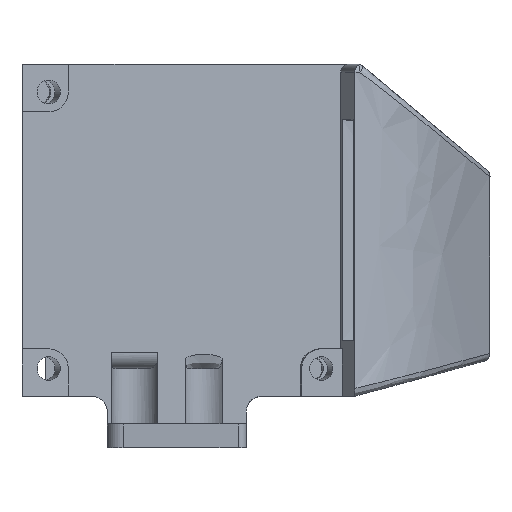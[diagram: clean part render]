
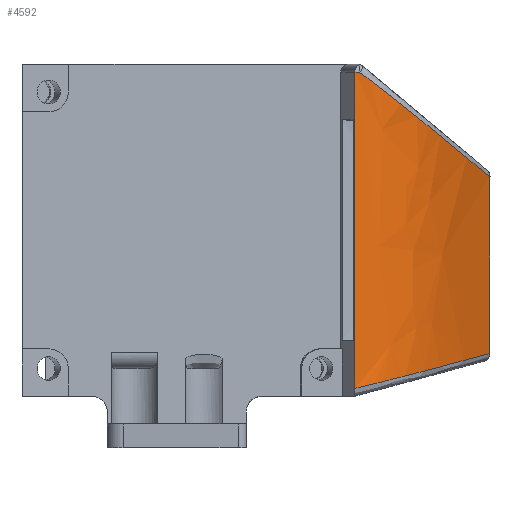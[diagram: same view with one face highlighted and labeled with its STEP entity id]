
A CAD part, left-side view. The second image highlights one B-rep face of the part: STEP entity #4592.
In plain terms, the highlighted free-form (B-spline) face has degree [3, 1] with [10, 2] control points.
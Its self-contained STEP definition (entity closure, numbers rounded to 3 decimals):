
#52=B_SPLINE_CURVE_WITH_KNOTS('',3,(#7486,#7487,#7488,#7489,#7490),
 .UNSPECIFIED.,.F.,.F.,(4,1,4),(-2.791,-2.095,-1.399),
 .UNSPECIFIED.);
#53=B_SPLINE_CURVE_WITH_KNOTS('',3,(#7492,#7493,#7494,#7495,#7496,#7497,
#7498),.UNSPECIFIED.,.F.,.F.,(4,2,1,4),(-1.399,-1.398,
-0.875,-0.353),.UNSPECIFIED.);
#54=B_SPLINE_CURVE_WITH_KNOTS('',3,(#7500,#7501,#7502,#7503,#7504,#7505,
#7506,#7507,#7508,#7509,#7510),.UNSPECIFIED.,.F.,.F.,(4,2,1,1,1,1,1,4),
(-0.353,-0.352,-0.26,-0.167,
-0.074,-0.028,-0.005,0.),
 .UNSPECIFIED.);
#56=B_SPLINE_CURVE_WITH_KNOTS('',3,(#7550,#7551,#7552,#7553),
 .UNSPECIFIED.,.F.,.F.,(4,4),(-2.854,-2.797),
 .UNSPECIFIED.);
#58=B_SPLINE_CURVE_WITH_KNOTS('',3,(#7603,#7604,#7605,#7606,#7607,#7608),
 .UNSPECIFIED.,.F.,.F.,(4,2,4),(-3.123,-2.765,-2.765),
 .UNSPECIFIED.);
#59=B_SPLINE_CURVE_WITH_KNOTS('',3,(#7610,#7611,#7612,#7613),
 .UNSPECIFIED.,.F.,.F.,(4,4),(-2.765,-1.58),
 .UNSPECIFIED.);
#60=B_SPLINE_CURVE_WITH_KNOTS('',3,(#7614,#7615,#7616,#7617,#7618,#7619),
 .UNSPECIFIED.,.F.,.F.,(4,2,4),(-1.58,-1.58,-0.105),
 .UNSPECIFIED.);
#61=B_SPLINE_CURVE_WITH_KNOTS('',3,(#7640,#7641,#7642,#7643),
 .UNSPECIFIED.,.F.,.F.,(4,4),(-2.779,-0.542),
 .UNSPECIFIED.);
#65=B_SPLINE_CURVE_WITH_KNOTS('',3,(#7699,#7700,#7701,#7702,#7703,#7704),
 .UNSPECIFIED.,.F.,.F.,(4,2,4),(-4.101,-2.1,-0.1),
 .UNSPECIFIED.);
#163=B_SPLINE_SURFACE_WITH_KNOTS('',3,1,((#7679,#7680),(#7681,#7682),(#7683,
#7684),(#7685,#7686),(#7687,#7688),(#7689,#7690),(#7691,#7692),(#7693,#7694),
(#7695,#7696),(#7697,#7698)),.UNSPECIFIED.,.F.,.F.,.F.,(4,3,3,4),(2,2),
(0.,0.5,0.858,1.),(-0.1,4.1),.UNSPECIFIED.);
#464=FACE_OUTER_BOUND('',#732,.T.);
#732=EDGE_LOOP('',(#3537,#3538,#3539,#3540,#3541,#3542,#3543,#3544,#3545));
#2108=VERTEX_POINT('',#7129);
#2126=VERTEX_POINT('',#7193);
#2136=VERTEX_POINT('',#7395);
#2138=VERTEX_POINT('',#7485);
#2139=VERTEX_POINT('',#7491);
#2140=VERTEX_POINT('',#7499);
#2143=VERTEX_POINT('',#7527);
#2144=VERTEX_POINT('',#7602);
#2145=VERTEX_POINT('',#7609);
#2659=EDGE_CURVE('',#2136,#2138,#52,.T.);
#2660=EDGE_CURVE('',#2138,#2139,#53,.T.);
#2661=EDGE_CURVE('',#2139,#2140,#54,.T.);
#2667=EDGE_CURVE('',#2108,#2126,#56,.T.);
#2669=EDGE_CURVE('',#2126,#2144,#58,.T.);
#2670=EDGE_CURVE('',#2144,#2145,#59,.T.);
#2671=EDGE_CURVE('',#2145,#2143,#60,.T.);
#2672=EDGE_CURVE('',#2143,#2136,#61,.T.);
#2678=EDGE_CURVE('',#2140,#2108,#65,.T.);
#3537=ORIENTED_EDGE('',*,*,#2661,.F.);
#3538=ORIENTED_EDGE('',*,*,#2660,.F.);
#3539=ORIENTED_EDGE('',*,*,#2659,.F.);
#3540=ORIENTED_EDGE('',*,*,#2672,.F.);
#3541=ORIENTED_EDGE('',*,*,#2671,.F.);
#3542=ORIENTED_EDGE('',*,*,#2670,.F.);
#3543=ORIENTED_EDGE('',*,*,#2669,.F.);
#3544=ORIENTED_EDGE('',*,*,#2667,.F.);
#3545=ORIENTED_EDGE('',*,*,#2678,.F.);
#4592=ADVANCED_FACE('',(#464),#163,.T.);
#7129=CARTESIAN_POINT('',(-32.676,-39.114,63.5));
#7193=CARTESIAN_POINT('',(-32.534,-39.732,63.5));
#7395=CARTESIAN_POINT('',(-10.966,-56.139,27.919));
#7485=CARTESIAN_POINT('',(-23.517,-49.934,26.239));
#7486=CARTESIAN_POINT('Ctrl Pts',(-10.966,-56.139,27.919));
#7487=CARTESIAN_POINT('Ctrl Pts',(-13.106,-55.248,27.674));
#7488=CARTESIAN_POINT('Ctrl Pts',(-17.399,-53.397,27.169));
#7489=CARTESIAN_POINT('Ctrl Pts',(-21.532,-51.192,26.575));
#7490=CARTESIAN_POINT('Ctrl Pts',(-23.516,-49.933,26.238));
#7491=CARTESIAN_POINT('',(-31.314,-42.605,24.341));
#7492=CARTESIAN_POINT('Ctrl Pts',(-23.516,-49.933,26.238));
#7493=CARTESIAN_POINT('Ctrl Pts',(-23.516,-49.932,26.238));
#7494=CARTESIAN_POINT('Ctrl Pts',(-23.517,-49.932,26.238));
#7495=CARTESIAN_POINT('Ctrl Pts',(-25.007,-48.985,25.985));
#7496=CARTESIAN_POINT('Ctrl Pts',(-27.919,-46.903,25.434));
#7497=CARTESIAN_POINT('Ctrl Pts',(-30.369,-44.2,24.74));
#7498=CARTESIAN_POINT('Ctrl Pts',(-31.313,-42.603,24.342));
#7499=CARTESIAN_POINT('',(-32.676,-39.114,23.486));
#7500=CARTESIAN_POINT('Ctrl Pts',(-31.313,-42.603,24.342));
#7501=CARTESIAN_POINT('Ctrl Pts',(-31.313,-42.603,24.342));
#7502=CARTESIAN_POINT('Ctrl Pts',(-31.313,-42.602,24.342));
#7503=CARTESIAN_POINT('Ctrl Pts',(-31.481,-42.319,24.271));
#7504=CARTESIAN_POINT('Ctrl Pts',(-31.794,-41.74,24.127));
#7505=CARTESIAN_POINT('Ctrl Pts',(-32.191,-40.833,23.905));
#7506=CARTESIAN_POINT('Ctrl Pts',(-32.454,-40.048,23.713));
#7507=CARTESIAN_POINT('Ctrl Pts',(-32.598,-39.482,23.577));
#7508=CARTESIAN_POINT('Ctrl Pts',(-32.654,-39.225,23.514));
#7509=CARTESIAN_POINT('Ctrl Pts',(-32.673,-39.128,23.491));
#7510=CARTESIAN_POINT('Ctrl Pts',(-32.676,-39.113,23.488));
#7527=CARTESIAN_POINT('',(-10.966,-56.139,50.294));
#7550=CARTESIAN_POINT('Ctrl Pts',(-32.676,-39.114,63.5));
#7551=CARTESIAN_POINT('Ctrl Pts',(-32.635,-39.322,63.5));
#7552=CARTESIAN_POINT('Ctrl Pts',(-32.588,-39.528,63.5));
#7553=CARTESIAN_POINT('Ctrl Pts',(-32.534,-39.732,63.5));
#7602=CARTESIAN_POINT('',(-31.314,-42.605,61.302));
#7603=CARTESIAN_POINT('Ctrl Pts',(-32.534,-39.732,63.5));
#7604=CARTESIAN_POINT('Ctrl Pts',(-32.271,-40.728,62.746));
#7605=CARTESIAN_POINT('Ctrl Pts',(-31.851,-41.697,62.006));
#7606=CARTESIAN_POINT('Ctrl Pts',(-31.314,-42.604,61.302));
#7607=CARTESIAN_POINT('Ctrl Pts',(-31.314,-42.604,61.302));
#7608=CARTESIAN_POINT('Ctrl Pts',(-31.314,-42.604,61.302));
#7609=CARTESIAN_POINT('',(-23.517,-49.934,55.434));
#7610=CARTESIAN_POINT('Ctrl Pts',(-31.314,-42.604,61.302));
#7611=CARTESIAN_POINT('Ctrl Pts',(-29.537,-45.608,58.972));
#7612=CARTESIAN_POINT('Ctrl Pts',(-26.62,-47.959,57.054));
#7613=CARTESIAN_POINT('Ctrl Pts',(-23.516,-49.933,55.434));
#7614=CARTESIAN_POINT('Ctrl Pts',(-23.516,-49.933,55.434));
#7615=CARTESIAN_POINT('Ctrl Pts',(-23.515,-49.934,55.434));
#7616=CARTESIAN_POINT('Ctrl Pts',(-23.514,-49.934,55.433));
#7617=CARTESIAN_POINT('Ctrl Pts',(-19.649,-52.392,53.417));
#7618=CARTESIAN_POINT('Ctrl Pts',(-15.298,-54.336,51.802));
#7619=CARTESIAN_POINT('Ctrl Pts',(-10.966,-56.139,50.294));
#7640=CARTESIAN_POINT('Ctrl Pts',(-10.966,-56.139,50.294));
#7641=CARTESIAN_POINT('Ctrl Pts',(-10.966,-56.139,42.835));
#7642=CARTESIAN_POINT('Ctrl Pts',(-10.966,-56.139,35.377));
#7643=CARTESIAN_POINT('Ctrl Pts',(-10.966,-56.139,27.919));
#7679=CARTESIAN_POINT('Ctrl Pts',(-10.041,-56.523,64.5));
#7680=CARTESIAN_POINT('Ctrl Pts',(-10.041,-56.523,22.5));
#7681=CARTESIAN_POINT('Ctrl Pts',(-13.849,-54.946,64.5));
#7682=CARTESIAN_POINT('Ctrl Pts',(-13.849,-54.946,22.5));
#7683=CARTESIAN_POINT('Ctrl Pts',(-19.037,-52.781,64.5));
#7684=CARTESIAN_POINT('Ctrl Pts',(-19.037,-52.781,22.5));
#7685=CARTESIAN_POINT('Ctrl Pts',(-23.517,-49.934,64.5));
#7686=CARTESIAN_POINT('Ctrl Pts',(-23.517,-49.934,22.5));
#7687=CARTESIAN_POINT('Ctrl Pts',(-26.728,-47.894,64.5));
#7688=CARTESIAN_POINT('Ctrl Pts',(-26.728,-47.894,22.5));
#7689=CARTESIAN_POINT('Ctrl Pts',(-29.601,-45.508,64.5));
#7690=CARTESIAN_POINT('Ctrl Pts',(-29.601,-45.508,22.5));
#7691=CARTESIAN_POINT('Ctrl Pts',(-31.314,-42.605,64.5));
#7692=CARTESIAN_POINT('Ctrl Pts',(-31.314,-42.605,22.5));
#7693=CARTESIAN_POINT('Ctrl Pts',(-31.991,-41.457,64.5));
#7694=CARTESIAN_POINT('Ctrl Pts',(-31.991,-41.457,22.5));
#7695=CARTESIAN_POINT('Ctrl Pts',(-32.482,-40.225,64.5));
#7696=CARTESIAN_POINT('Ctrl Pts',(-32.482,-40.225,22.5));
#7697=CARTESIAN_POINT('Ctrl Pts',(-32.713,-38.917,64.5));
#7698=CARTESIAN_POINT('Ctrl Pts',(-32.713,-38.917,22.5));
#7699=CARTESIAN_POINT('Ctrl Pts',(-32.676,-39.114,23.486));
#7700=CARTESIAN_POINT('Ctrl Pts',(-32.676,-39.114,30.158));
#7701=CARTESIAN_POINT('Ctrl Pts',(-32.676,-39.114,36.829));
#7702=CARTESIAN_POINT('Ctrl Pts',(-32.676,-39.114,50.167));
#7703=CARTESIAN_POINT('Ctrl Pts',(-32.676,-39.114,56.833));
#7704=CARTESIAN_POINT('Ctrl Pts',(-32.676,-39.114,63.5));
